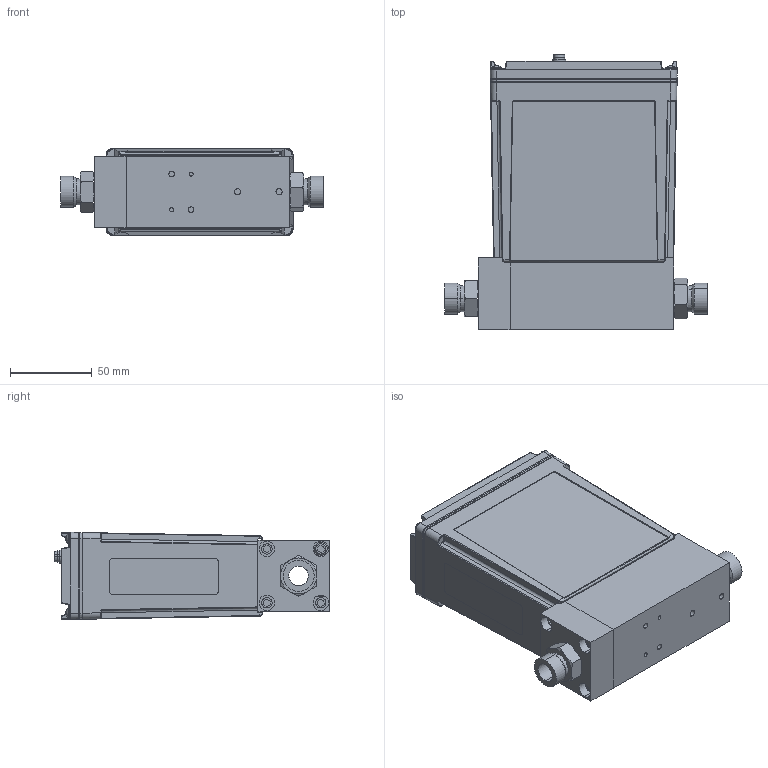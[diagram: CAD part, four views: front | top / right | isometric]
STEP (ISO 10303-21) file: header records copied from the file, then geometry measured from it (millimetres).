
FILE_DESCRIPTION (( 'STEP AP214' ), '1' );
FILE_NAME ('GE250-12MM TUBE-PROFINET.STEP', '2018-04-26T20:22:26', ( '' ), ( '' ), 'SwSTEP 2.0', 'SolidWorks 2015', '' );
FILE_SCHEMA (( 'AUTOMOTIVE_DESIGN' ));
Length unit declared in the file: inch
Products named in the file (1): GE250-12MM TUBE-PROFINET
Bounding box: 160.94 x 168.72 x 53.49 mm (x, y, z)
Surface area: 103817.3 mm2 (no closed solid volume)
Topology: 0 solids, 58 shells, 640 faces, 2610 edges, 1954 vertices
Faces by surface type: plane 315, cylinder 204, bspline 58, cone 26, sphere 21, torus 16
Entity records: 40343 total; most frequent: CARTESIAN_POINT 12100, DIRECTION 3834, ORIENTED_EDGE 3654, EDGE_CURVE 2584, VERTEX_POINT 1949, LINE 1488, VECTOR 1488, AXIS2_PLACEMENT_3D 1173
